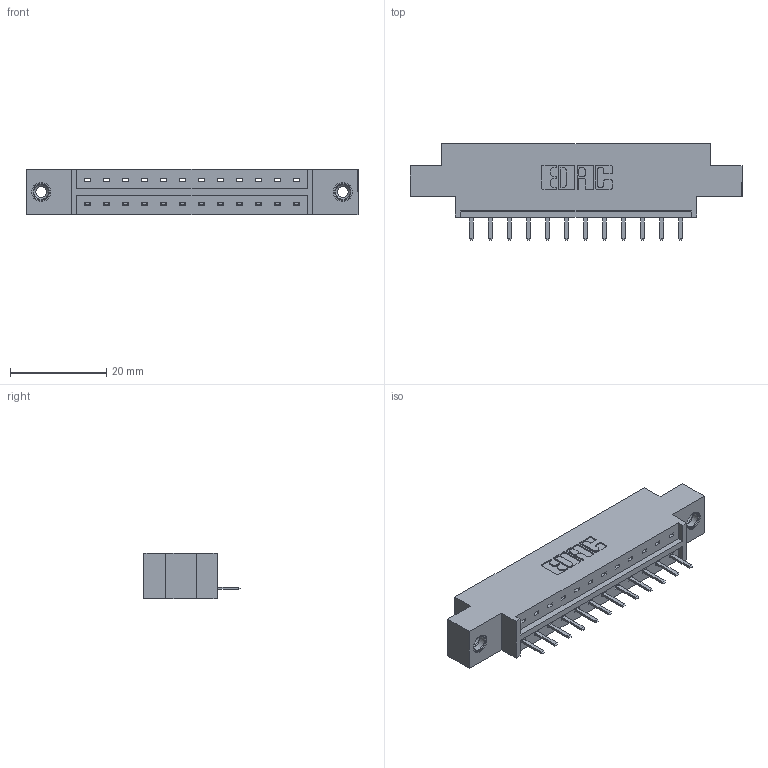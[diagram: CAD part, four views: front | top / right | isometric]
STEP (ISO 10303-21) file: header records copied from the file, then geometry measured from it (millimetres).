
FILE_DESCRIPTION (( 'STEP AP203' ), '1' );
FILE_NAME ('833-012-520-608.STEP', '2020-05-30T20:49:19', ( '' ), ( '' ), 'SwSTEP 2.0', 'SolidWorks 2020', '' );
FILE_SCHEMA (( 'CONFIG_CONTROL_DESIGN' ));
Length unit declared in the file: inch
Products named in the file (4): 345-292-001_345-293-120; 345-250-001_345-250-003-102; 833 Part_Offset - .156 Dia - TI; 833-012-520-608
Assembly tree (15 placements, depth 2):
  833-012-520-608
    833 Part_Offset - .156 Dia - TI
    345-292-001_345-293-120  x12
    345-250-001_345-250-003-102  x2
Bounding box: 69.09 x 20.02 x 9.4 mm (x, y, z)
Volume: 6425.4 mm3; surface area: 6858.5 mm2
Topology: 15 solids, 15 shells, 922 faces, 2667 edges, 1738 vertices
Faces by surface type: plane 634, cylinder 272, cone 12, torus 4
Entity records: 12648 total; most frequent: CARTESIAN_POINT 2181, ORIENTED_EDGE 2110, DIRECTION 1921, EDGE_CURVE 1055, LINE 903, VECTOR 903, VERTEX_POINT 696, AXIS2_PLACEMENT_3D 509
